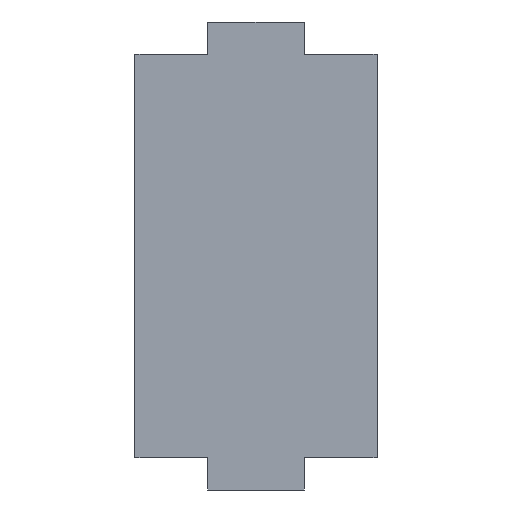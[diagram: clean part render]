
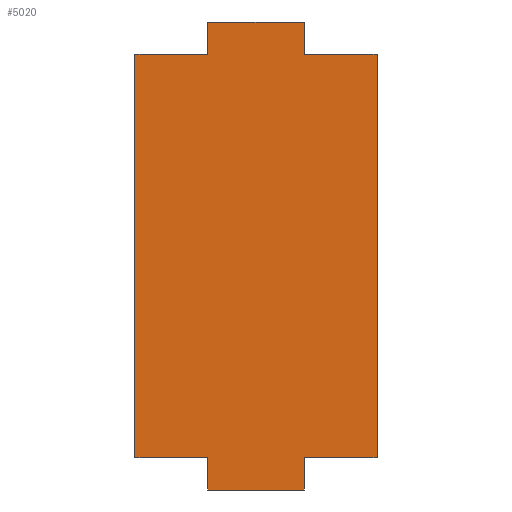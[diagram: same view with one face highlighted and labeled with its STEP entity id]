
A CAD part, front view. The second image highlights one B-rep face of the part: STEP entity #5020.
In plain terms, the highlighted planar face has unit normal (0, -1, 0).
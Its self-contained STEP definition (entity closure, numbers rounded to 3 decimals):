
#200=CARTESIAN_POINT('',(111.,160.,-184.));
#210=VERTEX_POINT('',#200);
#240=CARTESIAN_POINT('',(111.,160.,-184.));
#250=DIRECTION('',(0.,0.,1.));
#260=VECTOR('',#250,1.);
#270=LINE('',#240,#260);
#280=CARTESIAN_POINT('',(111.,160.,-180.));
#290=VERTEX_POINT('',#280);
#300=EDGE_CURVE('',#210,#290,#270,.T.);
#550=CARTESIAN_POINT('',(111.,160.,-180.));
#560=DIRECTION('',(1.,0.,0.));
#570=VECTOR('',#560,1.);
#580=LINE('',#550,#570);
#590=CARTESIAN_POINT('',(120.,160.,-180.));
#600=VERTEX_POINT('',#590);
#610=EDGE_CURVE('',#290,#600,#580,.T.);
#860=CARTESIAN_POINT('',(120.,160.,-180.));
#870=DIRECTION('',(0.,0.,1.));
#880=VECTOR('',#870,1.);
#890=LINE('',#860,#880);
#900=CARTESIAN_POINT('',(120.,160.,-130.));
#910=VERTEX_POINT('',#900);
#920=EDGE_CURVE('',#600,#910,#890,.T.);
#1170=CARTESIAN_POINT('',(120.,160.,-130.));
#1180=DIRECTION('',(-1.,0.,0.));
#1190=VECTOR('',#1180,1.);
#1200=LINE('',#1170,#1190);
#1210=CARTESIAN_POINT('',(111.,160.,-130.));
#1220=VERTEX_POINT('',#1210);
#1230=EDGE_CURVE('',#910,#1220,#1200,.T.);
#1480=CARTESIAN_POINT('',(111.,160.,-130.));
#1490=DIRECTION('',(0.,0.,1.));
#1500=VECTOR('',#1490,1.);
#1510=LINE('',#1480,#1500);
#1520=CARTESIAN_POINT('',(111.,160.,-126.));
#1530=VERTEX_POINT('',#1520);
#1540=EDGE_CURVE('',#1220,#1530,#1510,.T.);
#1790=CARTESIAN_POINT('',(111.,160.,-126.));
#1800=DIRECTION('',(-1.,0.,0.));
#1810=VECTOR('',#1800,1.);
#1820=LINE('',#1790,#1810);
#1830=CARTESIAN_POINT('',(99.,160.,-126.));
#1840=VERTEX_POINT('',#1830);
#1850=EDGE_CURVE('',#1530,#1840,#1820,.T.);
#2550=CARTESIAN_POINT('',(99.,160.,-126.));
#2560=DIRECTION('',(0.,0.,-1.));
#2570=VECTOR('',#2560,1.);
#2580=LINE('',#2550,#2570);
#2590=CARTESIAN_POINT('',(99.,160.,-130.));
#2600=VERTEX_POINT('',#2590);
#2610=EDGE_CURVE('',#1840,#2600,#2580,.T.);
#2860=CARTESIAN_POINT('',(99.,160.,-130.));
#2870=DIRECTION('',(-1.,0.,0.));
#2880=VECTOR('',#2870,1.);
#2890=LINE('',#2860,#2880);
#2900=CARTESIAN_POINT('',(90.,160.,-130.));
#2910=VERTEX_POINT('',#2900);
#2920=EDGE_CURVE('',#2600,#2910,#2890,.T.);
#3170=CARTESIAN_POINT('',(90.,160.,-130.));
#3180=DIRECTION('',(0.,0.,-1.));
#3190=VECTOR('',#3180,1.);
#3200=LINE('',#3170,#3190);
#3210=CARTESIAN_POINT('',(90.,160.,-180.));
#3220=VERTEX_POINT('',#3210);
#3230=EDGE_CURVE('',#2910,#3220,#3200,.T.);
#3480=CARTESIAN_POINT('',(90.,160.,-180.));
#3490=DIRECTION('',(1.,0.,0.));
#3500=VECTOR('',#3490,1.);
#3510=LINE('',#3480,#3500);
#3520=CARTESIAN_POINT('',(99.,160.,-180.));
#3530=VERTEX_POINT('',#3520);
#3540=EDGE_CURVE('',#3220,#3530,#3510,.T.);
#3790=CARTESIAN_POINT('',(99.,160.,-180.));
#3800=DIRECTION('',(0.,0.,-1.));
#3810=VECTOR('',#3800,1.);
#3820=LINE('',#3790,#3810);
#3830=CARTESIAN_POINT('',(99.,160.,-184.));
#3840=VERTEX_POINT('',#3830);
#3850=EDGE_CURVE('',#3530,#3840,#3820,.T.);
#4080=CARTESIAN_POINT('',(99.,160.,-184.));
#4090=DIRECTION('',(1.,0.,0.));
#4100=VECTOR('',#4090,1.);
#4110=LINE('',#4080,#4100);
#4120=EDGE_CURVE('',#3840,#210,#4110,.T.);
#4830=CARTESIAN_POINT('',(0.,160.,0.));
#4840=DIRECTION('',(0.,1.,0.));
#4850=DIRECTION('',(1.,0.,0.));
#4860=AXIS2_PLACEMENT_3D('',#4830,#4840,#4850);
#4870=PLANE('',#4860);
#4880=ORIENTED_EDGE('',*,*,#300,.T.);
#4890=ORIENTED_EDGE('',*,*,#4120,.T.);
#4900=ORIENTED_EDGE('',*,*,#3850,.T.);
#4910=ORIENTED_EDGE('',*,*,#3540,.T.);
#4920=ORIENTED_EDGE('',*,*,#3230,.T.);
#4930=ORIENTED_EDGE('',*,*,#2920,.T.);
#4940=ORIENTED_EDGE('',*,*,#2610,.T.);
#4950=ORIENTED_EDGE('',*,*,#1850,.T.);
#4960=ORIENTED_EDGE('',*,*,#1540,.T.);
#4970=ORIENTED_EDGE('',*,*,#1230,.T.);
#4980=ORIENTED_EDGE('',*,*,#920,.T.);
#4990=ORIENTED_EDGE('',*,*,#610,.T.);
#5000=EDGE_LOOP('',(#4990,#4980,#4970,#4960,#4950,#4940,#4930,#4920,
#4910,#4900,#4890,#4880));
#5010=FACE_OUTER_BOUND('',#5000,.T.);
#5020=ADVANCED_FACE('',(#5010),#4870,.F.);
